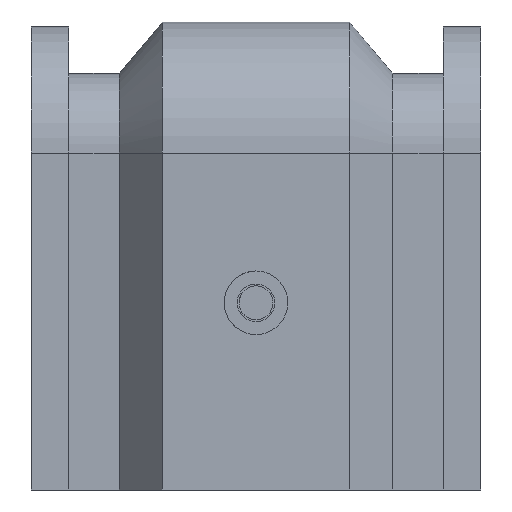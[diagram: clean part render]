
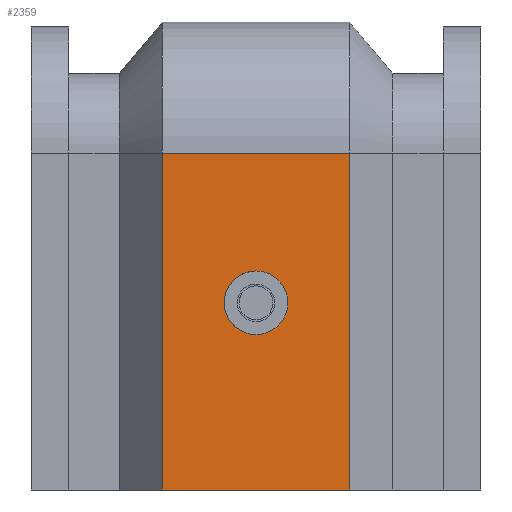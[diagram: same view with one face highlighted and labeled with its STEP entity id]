
A CAD part, front view. The second image highlights one B-rep face of the part: STEP entity #2359.
In plain terms, the highlighted free-form (B-spline) face has degree [3, 1] with [4, 2] control points.
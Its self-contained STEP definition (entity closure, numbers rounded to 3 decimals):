
#78 =( BOUNDED_CURVE ( )  B_SPLINE_CURVE ( 2, ( #4814, #3125, #4311, #3097, #1186 ),
 .UNSPECIFIED., .F., .T. ) 
 B_SPLINE_CURVE_WITH_KNOTS ( ( 3, 2, 3 ),
 ( 0., 5.341, 10.681 ),
 .UNSPECIFIED. ) 
 CURVE ( )  GEOMETRIC_REPRESENTATION_ITEM ( )  RATIONAL_B_SPLINE_CURVE ( ( 1., 0.707, 1., 0.707, 1. ) ) 
 REPRESENTATION_ITEM ( '' )  );
#102 = EDGE_CURVE ( 'NONE', #2115, #662, #133, .T. ) ;
#133 = B_SPLINE_CURVE_WITH_KNOTS ( 'NONE', 1,
 ( #2797, #752 ),
 .UNSPECIFIED., .F., .F.,
 ( 2, 2 ),
 ( 578.514, 587.085 ),
 .UNSPECIFIED. ) ;
#662 = VERTEX_POINT ( 'NONE', #3420 ) ;
#682 = EDGE_CURVE ( 'NONE', #4576, #3355, #78, .T. ) ;
#699 = B_SPLINE_CURVE_WITH_KNOTS ( 'NONE', 3,
 ( #4147, #2203, #912, #4627 ),
 .UNSPECIFIED., .F., .F.,
 ( 4, 4 ),
 ( 0., 36. ),
 .UNSPECIFIED. ) ;
#752 = CARTESIAN_POINT ( 'NONE',  ( 10., -31.5, -50. ) ) ;
#776 = CARTESIAN_POINT ( 'NONE',  ( -3.4, -31.5, -33.4 ) ) ;
#912 = CARTESIAN_POINT ( 'NONE',  ( -10., -31.5, -38. ) ) ;
#935 = EDGE_CURVE ( 'NONE', #1350, #2997, #4032, .T. ) ;
#946 = CARTESIAN_POINT ( 'NONE',  ( 10., -31.5, -26. ) ) ;
#974 = CARTESIAN_POINT ( 'NONE',  ( -10., -31.5, -38. ) ) ;
#1186 = CARTESIAN_POINT ( 'NONE',  ( 0., -31.5, -26.6 ) ) ;
#1318 = CARTESIAN_POINT ( 'NONE',  ( 0., -31.5, -33.4 ) ) ;
#1327 = FACE_OUTER_BOUND ( 'NONE', #4838, .T. ) ;
#1350 = VERTEX_POINT ( 'NONE', #4421 ) ;
#1380 = ORIENTED_EDGE ( 'NONE', *, *, #935, .F. ) ;
#1383 = CARTESIAN_POINT ( 'NONE',  ( 10., -31.5, -14. ) ) ;
#1409 = CARTESIAN_POINT ( 'NONE',  ( 10., -31.5, -38. ) ) ;
#1509 = CARTESIAN_POINT ( 'NONE',  ( 10., -31.5, -26. ) ) ;
#1853 = CARTESIAN_POINT ( 'NONE',  ( 10., -31.5, -14. ) ) ;
#2007 = CARTESIAN_POINT ( 'NONE',  ( 0., -31.5, -33.4 ) ) ;
#2115 = VERTEX_POINT ( 'NONE', #4084 ) ;
#2203 = CARTESIAN_POINT ( 'NONE',  ( -10., -31.5, -26. ) ) ;
#2299 = CARTESIAN_POINT ( 'NONE',  ( 0., -31.5, -26.6 ) ) ;
#2308 = CARTESIAN_POINT ( 'NONE',  ( 10., -31.5, -38. ) ) ;
#2336 = ORIENTED_EDGE ( 'NONE', *, *, #4698, .F. ) ;
#2352 = CARTESIAN_POINT ( 'NONE',  ( -3.4, -31.5, -30. ) ) ;
#2359 = ADVANCED_FACE ( 'NONE', ( #5013, #1327 ), #4728, .T. ) ;
#2797 = CARTESIAN_POINT ( 'NONE',  ( -10., -31.5, -50. ) ) ;
#2942 = EDGE_CURVE ( 'NONE', #4576, #3355, #2994, .T. ) ;
#2945 = CARTESIAN_POINT ( 'NONE',  ( -10., -31.5, -50. ) ) ;
#2994 =( BOUNDED_CURVE ( )  B_SPLINE_CURVE ( 2, ( #2007, #776, #2352, #3614, #4781 ),
 .UNSPECIFIED., .F., .F. ) 
 B_SPLINE_CURVE_WITH_KNOTS ( ( 3, 2, 3 ),
 ( -10.681, -5.341, 0. ),
 .UNSPECIFIED. ) 
 CURVE ( )  GEOMETRIC_REPRESENTATION_ITEM ( )  RATIONAL_B_SPLINE_CURVE ( ( 1., 0.707, 1., 0.707, 1. ) ) 
 REPRESENTATION_ITEM ( '' )  );
#2997 = VERTEX_POINT ( 'NONE', #4855 ) ;
#3000 = CARTESIAN_POINT ( 'NONE',  ( -10., -31.5, -14. ) ) ;
#3097 = CARTESIAN_POINT ( 'NONE',  ( 3.4, -31.5, -26.6 ) ) ;
#3125 = CARTESIAN_POINT ( 'NONE',  ( 3.4, -31.5, -33.4 ) ) ;
#3355 = VERTEX_POINT ( 'NONE', #2299 ) ;
#3420 = CARTESIAN_POINT ( 'NONE',  ( 10., -31.5, -50. ) ) ;
#3456 = ORIENTED_EDGE ( 'NONE', *, *, #682, .F. ) ;
#3465 = CARTESIAN_POINT ( 'NONE',  ( 10., -31.5, -14. ) ) ;
#3524 = ORIENTED_EDGE ( 'NONE', *, *, #2942, .T. ) ;
#3614 = CARTESIAN_POINT ( 'NONE',  ( -3.4, -31.5, -26.6 ) ) ;
#3800 = ORIENTED_EDGE ( 'NONE', *, *, #102, .T. ) ;
#3812 = EDGE_CURVE ( 'NONE', #1350, #2115, #699, .T. ) ;
#3858 = CARTESIAN_POINT ( 'NONE',  ( -10., -31.5, -14. ) ) ;
#3912 = CARTESIAN_POINT ( 'NONE',  ( 10., -31.5, -50. ) ) ;
#4032 = B_SPLINE_CURVE_WITH_KNOTS ( 'NONE', 1,
 ( #3858, #3465 ),
 .UNSPECIFIED., .F., .F.,
 ( 2, 2 ),
 ( 460.838, 469.41 ),
 .UNSPECIFIED. ) ;
#4084 = CARTESIAN_POINT ( 'NONE',  ( -10., -31.5, -50. ) ) ;
#4147 = CARTESIAN_POINT ( 'NONE',  ( -10., -31.5, -14. ) ) ;
#4307 = B_SPLINE_CURVE_WITH_KNOTS ( 'NONE', 3,
 ( #1853, #1509, #2308, #3912 ),
 .UNSPECIFIED., .F., .F.,
 ( 4, 4 ),
 ( 0., 36. ),
 .UNSPECIFIED. ) ;
#4311 = CARTESIAN_POINT ( 'NONE',  ( 3.4, -31.5, -30. ) ) ;
#4421 = CARTESIAN_POINT ( 'NONE',  ( -10., -31.5, -14. ) ) ;
#4519 = ORIENTED_EDGE ( 'NONE', *, *, #3812, .T. ) ;
#4554 = CARTESIAN_POINT ( 'NONE',  ( 10., -31.5, -50. ) ) ;
#4576 = VERTEX_POINT ( 'NONE', #1318 ) ;
#4607 = CARTESIAN_POINT ( 'NONE',  ( -10., -31.5, -26. ) ) ;
#4627 = CARTESIAN_POINT ( 'NONE',  ( -10., -31.5, -50. ) ) ;
#4698 = EDGE_CURVE ( 'NONE', #2997, #662, #4307, .T. ) ;
#4728 = B_SPLINE_SURFACE_WITH_KNOTS ( 'NONE', 3, 1, ( 
 ( #3000, #1383 ),
 ( #4607, #946 ),
 ( #974, #1409 ),
 ( #2945, #4554 ) ),
 .UNSPECIFIED., .F., .F., .F.,
 ( 4, 4 ),
 ( 2, 2 ),
 ( 0., 36. ),
 ( 460.838, 469.41 ),
 .UNSPECIFIED. ) ;
#4781 = CARTESIAN_POINT ( 'NONE',  ( 0., -31.5, -26.6 ) ) ;
#4814 = CARTESIAN_POINT ( 'NONE',  ( 0., -31.5, -33.4 ) ) ;
#4838 = EDGE_LOOP ( 'NONE', ( #1380, #4519, #3800, #2336 ) ) ;
#4855 = CARTESIAN_POINT ( 'NONE',  ( 10., -31.5, -14. ) ) ;
#5013 = FACE_BOUND ( 'NONE', #5241, .T. ) ;
#5241 = EDGE_LOOP ( 'NONE', ( #3456, #3524 ) ) ;
